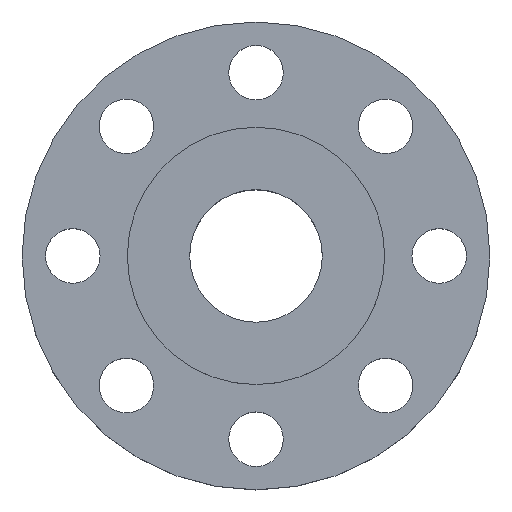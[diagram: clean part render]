
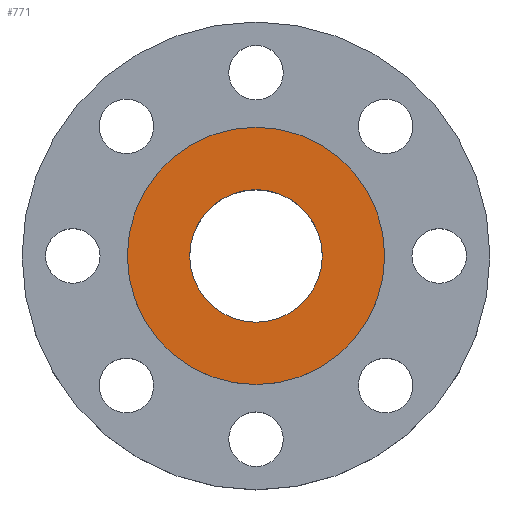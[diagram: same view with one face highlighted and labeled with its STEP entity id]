
A CAD part, top view. The second image highlights one B-rep face of the part: STEP entity #771.
In plain terms, the highlighted planar face has unit normal (0, 0, 1).
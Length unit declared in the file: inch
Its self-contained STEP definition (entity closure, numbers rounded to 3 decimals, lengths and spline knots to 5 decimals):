
#14 = CARTESIAN_POINT ( 'NONE',  ( 2.0625, 0., 0. ) ) ;
#36 = CIRCLE ( 'NONE', #610, 1.0625 ) ;
#148 = DIRECTION ( 'NONE',  ( 0., 0., -1. ) ) ;
#167 = DIRECTION ( 'NONE',  ( 0., 0., 1. ) ) ;
#171 = CARTESIAN_POINT ( 'NONE',  ( 0., 0., 0. ) ) ;
#230 = DIRECTION ( 'NONE',  ( 1., 0., 0. ) ) ;
#234 = FACE_BOUND ( 'NONE', #467, .T. ) ;
#344 = CARTESIAN_POINT ( 'NONE',  ( 0., 0., 0. ) ) ;
#348 = CIRCLE ( 'NONE', #561, 2.0625 ) ;
#353 = VERTEX_POINT ( 'NONE', #1101 ) ;
#359 = ORIENTED_EDGE ( 'NONE', *, *, #493, .F. ) ;
#370 = AXIS2_PLACEMENT_3D ( 'NONE', #948, #148, #858 ) ;
#421 = DIRECTION ( 'NONE',  ( 0., 0., 1. ) ) ;
#460 = ORIENTED_EDGE ( 'NONE', *, *, #1148, .T. ) ;
#467 = EDGE_LOOP ( 'NONE', ( #976, #359 ) ) ;
#493 = EDGE_CURVE ( 'NONE', #1066, #711, #966, .T. ) ;
#507 = FACE_OUTER_BOUND ( 'NONE', #805, .T. ) ;
#529 = DIRECTION ( 'NONE',  ( 1., 0., 0. ) ) ;
#533 = DIRECTION ( 'NONE',  ( 0., 0., 1. ) ) ;
#561 = AXIS2_PLACEMENT_3D ( 'NONE', #344, #620, #529 ) ;
#564 = CIRCLE ( 'NONE', #1053, 2.0625 ) ;
#596 = PLANE ( 'NONE',  #370 ) ;
#610 = AXIS2_PLACEMENT_3D ( 'NONE', #868, #167, #884 ) ;
#619 = EDGE_CURVE ( 'NONE', #353, #961, #348, .T. ) ;
#620 = DIRECTION ( 'NONE',  ( 0., 0., 1. ) ) ;
#711 = VERTEX_POINT ( 'NONE', #1122 ) ;
#769 = CARTESIAN_POINT ( 'NONE',  ( 0., 0., 0. ) ) ;
#771 = ADVANCED_FACE ( 'NONE', ( #234, #507 ), #596, .F. ) ;
#797 = AXIS2_PLACEMENT_3D ( 'NONE', #769, #421, #230 ) ;
#799 = CARTESIAN_POINT ( 'NONE',  ( -1.0625, 0., 0. ) ) ;
#805 = EDGE_LOOP ( 'NONE', ( #460, #1052 ) ) ;
#858 = DIRECTION ( 'NONE',  ( -1., 0., 0. ) ) ;
#868 = CARTESIAN_POINT ( 'NONE',  ( 0., 0., 0. ) ) ;
#884 = DIRECTION ( 'NONE',  ( 1., 0., 0. ) ) ;
#887 = DIRECTION ( 'NONE',  ( 1., 0., 0. ) ) ;
#906 = EDGE_CURVE ( 'NONE', #711, #1066, #36, .T. ) ;
#948 = CARTESIAN_POINT ( 'NONE',  ( 0., 1.0625, 0. ) ) ;
#961 = VERTEX_POINT ( 'NONE', #14 ) ;
#966 = CIRCLE ( 'NONE', #797, 1.0625 ) ;
#976 = ORIENTED_EDGE ( 'NONE', *, *, #906, .F. ) ;
#1052 = ORIENTED_EDGE ( 'NONE', *, *, #619, .T. ) ;
#1053 = AXIS2_PLACEMENT_3D ( 'NONE', #171, #533, #887 ) ;
#1066 = VERTEX_POINT ( 'NONE', #799 ) ;
#1101 = CARTESIAN_POINT ( 'NONE',  ( -2.0625, 0., 0. ) ) ;
#1122 = CARTESIAN_POINT ( 'NONE',  ( 1.0625, 0., 0. ) ) ;
#1148 = EDGE_CURVE ( 'NONE', #961, #353, #564, .T. ) ;
